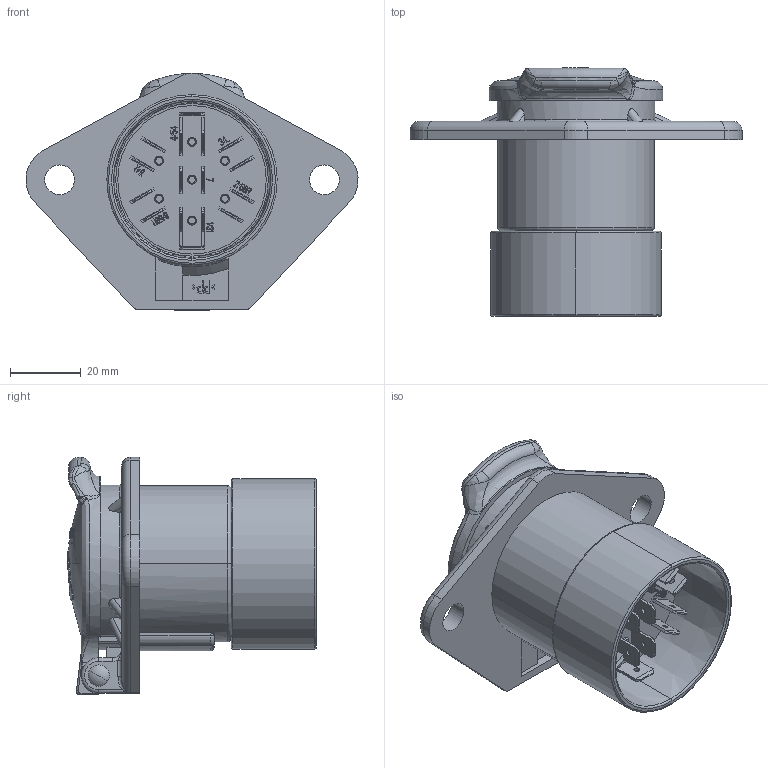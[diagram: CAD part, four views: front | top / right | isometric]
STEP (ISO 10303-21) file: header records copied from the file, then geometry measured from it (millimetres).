
FILE_DESCRIPTION((''),'2;1');
FILE_NAME('111182_SW0001','2020-12-04T14:56:31',('teru'),(''),'CREO PARAMETRIC BY PTC INC, 2017380','CREO PARAMETRIC BY PTC INC, 2017380','');
FILE_SCHEMA(('CONFIG_CONTROL_DESIGN'));
Length unit declared in the file: millimetre
Products named in the file (1): 111182_SW0001
Bounding box: 93.54 x 70.07 x 66.94 mm (x, y, z)
Volume: 100197.2 mm3; surface area: 28776.2 mm2
Topology: 1 solids, 1 shells, 1510 faces, 4084 edges, 2661 vertices
Faces by surface type: plane 1156, cylinder 153, extrusion 62, bspline 47, torus 45, sphere 27, cone 20
Entity records: 51732 total; most frequent: CARTESIAN_POINT 13899, ORIENTED_EDGE 8156, DIRECTION 7259, EDGE_CURVE 4078, VECTOR 3209, LINE 3147, VERTEX_POINT 2661, AXIS2_PLACEMENT_3D 2025
